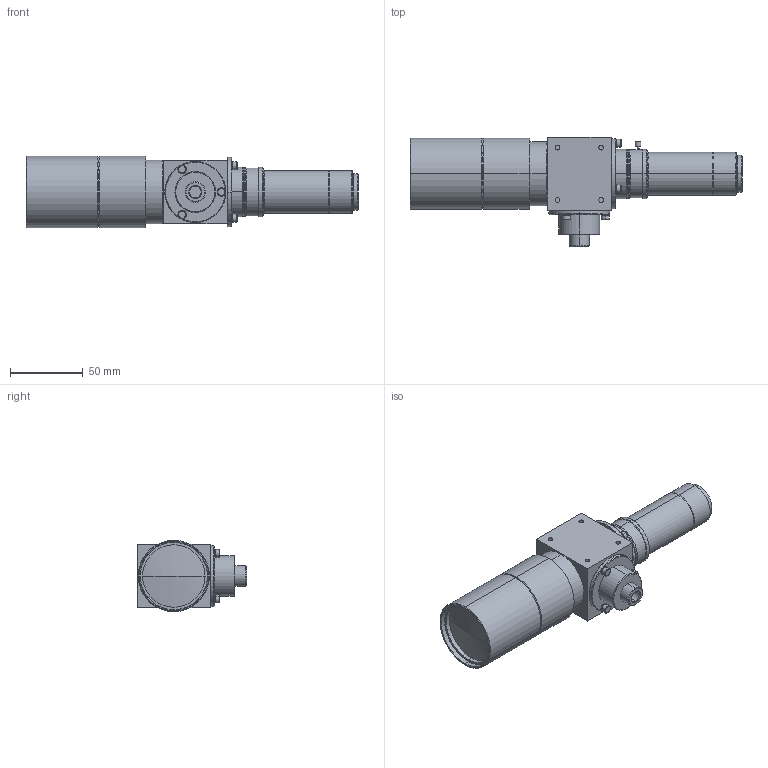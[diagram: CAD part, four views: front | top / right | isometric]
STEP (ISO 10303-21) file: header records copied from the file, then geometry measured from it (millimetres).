
FILE_DESCRIPTION (( 'STEP AP214' ), '1' );
FILE_NAME ('TCL0300-F 3D.STEP', '2016-12-13T01:37:46', ( '' ), ( '' ), 'SwSTEP 2.0', 'SolidWorks 2016', '' );
FILE_SCHEMA (( 'AUTOMOTIVE_DESIGN' ));
Length unit declared in the file: millimetre
Products named in the file (2): TCL0300-F 3D
Bounding box: 228.42 x 75 x 49 mm (x, y, z)
Volume: 395549.2 mm3; surface area: 56181.6 mm2
Topology: 3 solids, 6 shells, 239 faces, 484 edges, 293 vertices
Faces by surface type: cylinder 100, cone 74, plane 63, sphere 2
Entity records: 9000 total; most frequent: DIRECTION 1260, CARTESIAN_POINT 1046, ORIENTED_EDGE 968, AXIS2_PLACEMENT_3D 537, EDGE_CURVE 484, CIRCLE 296, VERTEX_POINT 293, EDGE_LOOP 277
